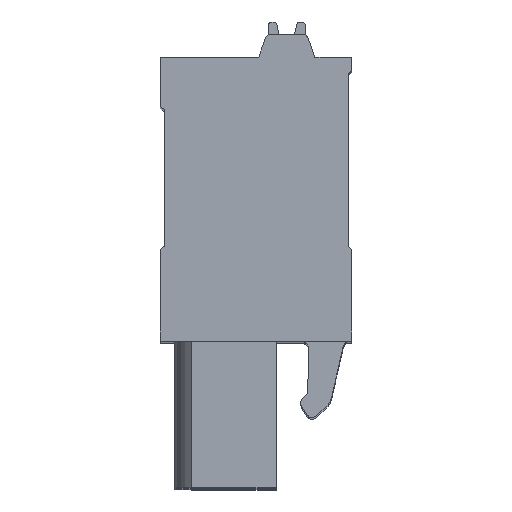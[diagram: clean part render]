
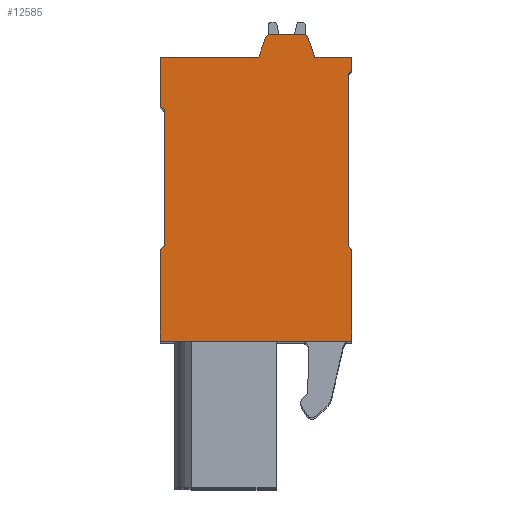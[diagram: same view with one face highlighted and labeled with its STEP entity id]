
A CAD part, top view. The second image highlights one B-rep face of the part: STEP entity #12585.
In plain terms, the highlighted planar face has unit normal (0, 0, 1).
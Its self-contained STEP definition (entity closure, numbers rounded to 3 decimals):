
#79=DIRECTION('',(1.,0.,0.));
#80=VECTOR('',#79,10.9);
#81=CARTESIAN_POINT('',(2.897,12.335,2.54));
#82=LINE('',#81,#80);
#1645=DIRECTION('',(0.,-1.,0.));
#1646=VECTOR('',#1645,5.2);
#1647=CARTESIAN_POINT('',(2.897,17.535,2.54));
#1648=LINE('',#1647,#1646);
#1649=DIRECTION('',(-0.781,-0.625,0.));
#1650=VECTOR('',#1649,0.32);
#1651=CARTESIAN_POINT('',(3.147,17.735,2.54));
#1652=LINE('',#1651,#1650);
#1653=DIRECTION('',(0.,-1.,0.));
#1654=VECTOR('',#1653,7.75);
#1655=CARTESIAN_POINT('',(3.147,25.485,2.54));
#1656=LINE('',#1655,#1654);
#1657=DIRECTION('',(0.781,-0.625,0.));
#1658=VECTOR('',#1657,0.32);
#1659=CARTESIAN_POINT('',(2.897,25.685,2.54));
#1660=LINE('',#1659,#1658);
#1661=DIRECTION('',(0.,-1.,0.));
#1662=VECTOR('',#1661,2.8);
#1663=CARTESIAN_POINT('',(2.897,28.485,2.54));
#1664=LINE('',#1663,#1662);
#1665=DIRECTION('',(-1.,0.,0.));
#1666=VECTOR('',#1665,5.6);
#1667=CARTESIAN_POINT('',(8.497,28.485,2.54));
#1668=LINE('',#1667,#1666);
#1669=DIRECTION('',(-0.342,-0.94,0.));
#1670=VECTOR('',#1669,1.173);
#1671=CARTESIAN_POINT('',(8.899,29.588,2.54));
#1672=LINE('',#1671,#1670);
#1673=CARTESIAN_POINT('',(9.181,29.485,2.54));
#1674=DIRECTION('',(0.,0.,1.));
#1675=DIRECTION('',(0.,1.,0.));
#1676=AXIS2_PLACEMENT_3D('',#1673,#1674,#1675);
#1678=DIRECTION('',(-1.,0.,0.));
#1679=VECTOR('',#1678,1.834);
#1680=CARTESIAN_POINT('',(11.014,29.785,2.54));
#1681=LINE('',#1680,#1679);
#1682=CARTESIAN_POINT('',(11.014,29.485,2.54));
#1683=DIRECTION('',(0.,0.,1.));
#1684=DIRECTION('',(0.94,0.342,0.));
#1685=AXIS2_PLACEMENT_3D('',#1682,#1683,#1684);
#1687=DIRECTION('',(-0.342,0.94,0.));
#1688=VECTOR('',#1687,1.173);
#1689=CARTESIAN_POINT('',(11.697,28.485,2.54));
#1690=LINE('',#1689,#1688);
#1691=DIRECTION('',(-1.,0.,0.));
#1692=VECTOR('',#1691,2.1);
#1693=CARTESIAN_POINT('',(13.797,28.485,2.54));
#1694=LINE('',#1693,#1692);
#1695=DIRECTION('',(0.,1.,0.));
#1696=VECTOR('',#1695,0.75);
#1697=CARTESIAN_POINT('',(13.797,27.735,2.54));
#1698=LINE('',#1697,#1696);
#1699=DIRECTION('',(0.707,0.707,0.));
#1700=VECTOR('',#1699,0.283);
#1701=CARTESIAN_POINT('',(13.597,27.535,2.54));
#1702=LINE('',#1701,#1700);
#1703=DIRECTION('',(0.,1.,0.));
#1704=VECTOR('',#1703,9.8);
#1705=CARTESIAN_POINT('',(13.597,17.735,2.54));
#1706=LINE('',#1705,#1704);
#1707=DIRECTION('',(-0.707,0.707,0.));
#1708=VECTOR('',#1707,0.283);
#1709=CARTESIAN_POINT('',(13.797,17.535,2.54));
#1710=LINE('',#1709,#1708);
#1711=DIRECTION('',(0.,1.,0.));
#1712=VECTOR('',#1711,5.2);
#1713=CARTESIAN_POINT('',(13.797,12.335,2.54));
#1714=LINE('',#1713,#1712);
#8701=CARTESIAN_POINT('',(2.897,28.485,2.54));
#8702=CARTESIAN_POINT('',(2.897,25.685,2.54));
#8703=VERTEX_POINT('',#8701);
#8704=VERTEX_POINT('',#8702);
#8705=CARTESIAN_POINT('',(3.147,25.485,2.54));
#8706=VERTEX_POINT('',#8705);
#8707=CARTESIAN_POINT('',(3.147,17.735,2.54));
#8708=VERTEX_POINT('',#8707);
#8709=CARTESIAN_POINT('',(2.897,17.535,2.54));
#8710=VERTEX_POINT('',#8709);
#8711=CARTESIAN_POINT('',(2.897,12.335,2.54));
#8712=VERTEX_POINT('',#8711);
#8713=CARTESIAN_POINT('',(13.797,12.335,2.54));
#8714=CARTESIAN_POINT('',(13.797,17.535,2.54));
#8715=VERTEX_POINT('',#8713);
#8716=VERTEX_POINT('',#8714);
#8717=CARTESIAN_POINT('',(13.597,17.735,2.54));
#8718=VERTEX_POINT('',#8717);
#8719=CARTESIAN_POINT('',(13.597,27.535,2.54));
#8720=VERTEX_POINT('',#8719);
#8721=CARTESIAN_POINT('',(13.797,27.735,2.54));
#8722=VERTEX_POINT('',#8721);
#8723=CARTESIAN_POINT('',(13.797,28.485,2.54));
#8724=VERTEX_POINT('',#8723);
#8725=CARTESIAN_POINT('',(11.697,28.485,2.54));
#8726=VERTEX_POINT('',#8725);
#8727=CARTESIAN_POINT('',(11.296,29.588,2.54));
#8728=VERTEX_POINT('',#8727);
#8729=CARTESIAN_POINT('',(11.014,29.785,2.54));
#8730=VERTEX_POINT('',#8729);
#8731=CARTESIAN_POINT('',(9.181,29.785,2.54));
#8732=VERTEX_POINT('',#8731);
#8733=CARTESIAN_POINT('',(8.899,29.588,2.54));
#8734=VERTEX_POINT('',#8733);
#8735=CARTESIAN_POINT('',(8.497,28.485,2.54));
#8736=VERTEX_POINT('',#8735);
#12552=CARTESIAN_POINT('',(0.,0.,2.54));
#12553=DIRECTION('',(0.,0.,1.));
#12554=DIRECTION('',(1.,0.,0.));
#12555=AXIS2_PLACEMENT_3D('',#12552,#12553,#12554);
#12556=PLANE('',#12555);
#12557=ORIENTED_EDGE('',*,*,#11325,.F.);
#12558=ORIENTED_EDGE('',*,*,#11474,.F.);
#12559=ORIENTED_EDGE('',*,*,#11488,.F.);
#12560=ORIENTED_EDGE('',*,*,#11502,.F.);
#12561=ORIENTED_EDGE('',*,*,#11516,.F.);
#12562=ORIENTED_EDGE('',*,*,#11530,.F.);
#12563=ORIENTED_EDGE('',*,*,#11558,.F.);
#12565=ORIENTED_EDGE('',*,*,#12564,.F.);
#12567=ORIENTED_EDGE('',*,*,#12566,.F.);
#12569=ORIENTED_EDGE('',*,*,#12568,.F.);
#12570=ORIENTED_EDGE('',*,*,#12336,.F.);
#12571=ORIENTED_EDGE('',*,*,#12095,.F.);
#12572=ORIENTED_EDGE('',*,*,#11550,.F.);
#12574=ORIENTED_EDGE('',*,*,#12573,.F.);
#12576=ORIENTED_EDGE('',*,*,#12575,.F.);
#12578=ORIENTED_EDGE('',*,*,#12577,.F.);
#12580=ORIENTED_EDGE('',*,*,#12579,.F.);
#12582=ORIENTED_EDGE('',*,*,#12581,.F.);
#12583=EDGE_LOOP('',(#12557,#12558,#12559,#12560,#12561,#12562,#12563,#12565,
#12567,#12569,#12570,#12571,#12572,#12574,#12576,#12578,#12580,#12582));
#12584=FACE_OUTER_BOUND('',#12583,.F.);
#12585=ADVANCED_FACE('',(#12584),#12556,.T.);
#1677=CIRCLE('',#1676,0.3);
#1686=CIRCLE('',#1685,0.3);
#11325=EDGE_CURVE('',#8712,#8715,#82,.T.);
#11474=EDGE_CURVE('',#8710,#8712,#1648,.T.);
#11488=EDGE_CURVE('',#8708,#8710,#1652,.T.);
#11502=EDGE_CURVE('',#8706,#8708,#1656,.T.);
#11516=EDGE_CURVE('',#8704,#8706,#1660,.T.);
#11530=EDGE_CURVE('',#8703,#8704,#1664,.T.);
#11550=EDGE_CURVE('',#8724,#8726,#1694,.T.);
#11558=EDGE_CURVE('',#8736,#8703,#1668,.T.);
#12095=EDGE_CURVE('',#8726,#8728,#1690,.T.);
#12336=EDGE_CURVE('',#8728,#8730,#1686,.T.);
#12564=EDGE_CURVE('',#8734,#8736,#1672,.T.);
#12566=EDGE_CURVE('',#8732,#8734,#1677,.T.);
#12568=EDGE_CURVE('',#8730,#8732,#1681,.T.);
#12573=EDGE_CURVE('',#8722,#8724,#1698,.T.);
#12575=EDGE_CURVE('',#8720,#8722,#1702,.T.);
#12577=EDGE_CURVE('',#8718,#8720,#1706,.T.);
#12579=EDGE_CURVE('',#8716,#8718,#1710,.T.);
#12581=EDGE_CURVE('',#8715,#8716,#1714,.T.);
